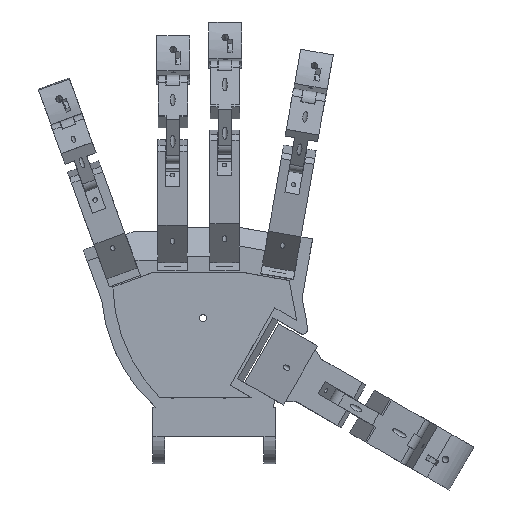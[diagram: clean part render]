
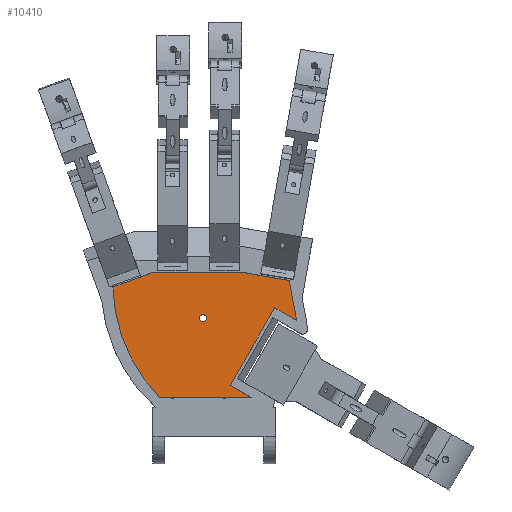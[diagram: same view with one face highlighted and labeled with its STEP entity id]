
A CAD part, top view. The second image highlights one B-rep face of the part: STEP entity #10410.
In plain terms, the highlighted planar face has unit normal (0, 0, 1).
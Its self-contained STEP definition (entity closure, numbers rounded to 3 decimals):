
#303=FACE_BOUND('',#1574,.T.);
#553=PLANE('',#11330);
#972=FACE_OUTER_BOUND('',#1573,.T.);
#1573=EDGE_LOOP('',(#8017,#8018,#8019,#8020,#8021,#8022,#8023,#8024,#8025));
#1574=EDGE_LOOP('',(#8026));
#2224=LINE('',#15385,#3320);
#2405=LINE('',#15855,#3501);
#2408=LINE('',#15860,#3504);
#2410=LINE('',#15864,#3506);
#2412=LINE('',#15868,#3508);
#2414=LINE('',#15871,#3510);
#2417=LINE('',#15879,#3513);
#2419=LINE('',#15882,#3515);
#3320=VECTOR('',#12394,10.);
#3501=VECTOR('',#12813,10.);
#3504=VECTOR('',#12818,10.);
#3506=VECTOR('',#12822,10.);
#3508=VECTOR('',#12826,10.);
#3510=VECTOR('',#12830,10.);
#3513=VECTOR('',#12839,10.);
#3515=VECTOR('',#12843,10.);
#4332=CIRCLE('',#11291,70.);
#4338=CIRCLE('',#11331,1.5);
#4710=VERTEX_POINT('',#15382);
#4711=VERTEX_POINT('',#15384);
#4874=VERTEX_POINT('',#15853);
#4875=VERTEX_POINT('',#15854);
#4876=VERTEX_POINT('',#15859);
#4877=VERTEX_POINT('',#15863);
#4878=VERTEX_POINT('',#15867);
#4879=VERTEX_POINT('',#15874);
#4880=VERTEX_POINT('',#15878);
#4906=VERTEX_POINT('',#16038);
#5762=EDGE_CURVE('',#4711,#4710,#2224,.T.);
#5995=EDGE_CURVE('',#4874,#4875,#2405,.T.);
#5998=EDGE_CURVE('',#4876,#4874,#2408,.T.);
#6000=EDGE_CURVE('',#4877,#4876,#2410,.T.);
#6002=EDGE_CURVE('',#4878,#4877,#2412,.T.);
#6004=EDGE_CURVE('',#4710,#4878,#2414,.T.);
#6006=EDGE_CURVE('',#4879,#4711,#4332,.T.);
#6008=EDGE_CURVE('',#4880,#4879,#2417,.T.);
#6010=EDGE_CURVE('',#4875,#4880,#2419,.T.);
#6064=EDGE_CURVE('',#4906,#4906,#4338,.T.);
#8017=ORIENTED_EDGE('',*,*,#6010,.T.);
#8018=ORIENTED_EDGE('',*,*,#6008,.T.);
#8019=ORIENTED_EDGE('',*,*,#6006,.T.);
#8020=ORIENTED_EDGE('',*,*,#5762,.T.);
#8021=ORIENTED_EDGE('',*,*,#6004,.T.);
#8022=ORIENTED_EDGE('',*,*,#6002,.T.);
#8023=ORIENTED_EDGE('',*,*,#6000,.T.);
#8024=ORIENTED_EDGE('',*,*,#5998,.T.);
#8025=ORIENTED_EDGE('',*,*,#5995,.T.);
#8026=ORIENTED_EDGE('',*,*,#6064,.T.);
#10410=ADVANCED_FACE('',(#972,#303),#553,.F.);
#11291=AXIS2_PLACEMENT_3D('',#15875,#12834,#12835);
#11330=AXIS2_PLACEMENT_3D('',#16037,#12956,#12957);
#11331=AXIS2_PLACEMENT_3D('',#16039,#12958,#12959);
#12394=DIRECTION('',(1.,0.,0.));
#12813=DIRECTION('',(-0.985,0.174,0.));
#12818=DIRECTION('',(-0.188,0.982,0.));
#12822=DIRECTION('',(0.866,-0.5,0.));
#12826=DIRECTION('',(0.5,0.866,0.));
#12830=DIRECTION('',(-0.866,0.5,0.));
#12834=DIRECTION('center_axis',(0.,0.,1.));
#12835=DIRECTION('ref_axis',(-1.,-0.027,0.));
#12839=DIRECTION('',(-0.94,-0.342,0.));
#12843=DIRECTION('',(-1.,0.,0.));
#12956=DIRECTION('center_axis',(0.,0.,-1.));
#12957=DIRECTION('ref_axis',(-1.,0.,0.));
#12958=DIRECTION('center_axis',(0.,0.,-1.));
#12959=DIRECTION('ref_axis',(1.,0.,0.));
#15382=CARTESIAN_POINT('',(64.693,-53.3,0.));
#15384=CARTESIAN_POINT('',(25.593,-53.3,0.));
#15385=CARTESIAN_POINT('',(53.53,-53.3,0.));
#15853=CARTESIAN_POINT('',(80.59,-3.46,0.));
#15854=CARTESIAN_POINT('',(61.318,-0.062,0.));
#15855=CARTESIAN_POINT('',(53.757,1.271,0.));
#15859=CARTESIAN_POINT('',(83.851,-20.482,0.));
#15860=CARTESIAN_POINT('',(81.36,-7.48,0.));
#15863=CARTESIAN_POINT('',(74.538,-15.105,0.));
#15864=CARTESIAN_POINT('',(67.999,-11.33,0.));
#15867=CARTESIAN_POINT('',(55.538,-48.014,0.));
#15868=CARTESIAN_POINT('',(69.648,-23.576,0.));
#15871=CARTESIAN_POINT('',(44.342,-41.55,0.));
#15874=CARTESIAN_POINT('',(5.671,-6.231,0.));
#15875=CARTESIAN_POINT('Origin',(75.646,-4.364,0.));
#15878=CARTESIAN_POINT('',(22.618,-0.062,0.));
#15879=CARTESIAN_POINT('',(19.801,-1.088,0.));
#15882=CARTESIAN_POINT('',(32.492,-0.062,0.));
#16037=CARTESIAN_POINT('Origin',(41.844,-19.119,0.));
#16038=CARTESIAN_POINT('',(42.497,-19.412,0.));
#16039=CARTESIAN_POINT('Origin',(43.997,-19.412,0.));
